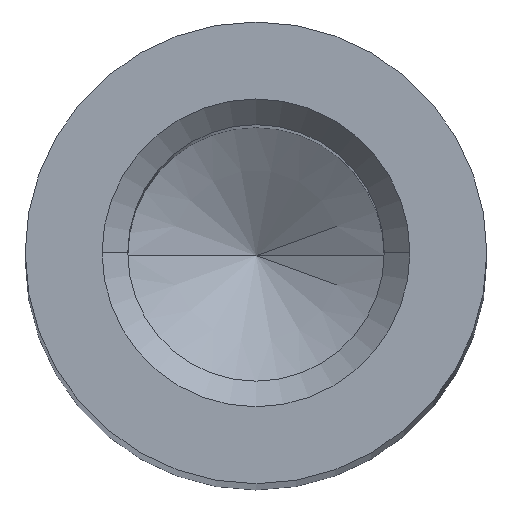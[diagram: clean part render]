
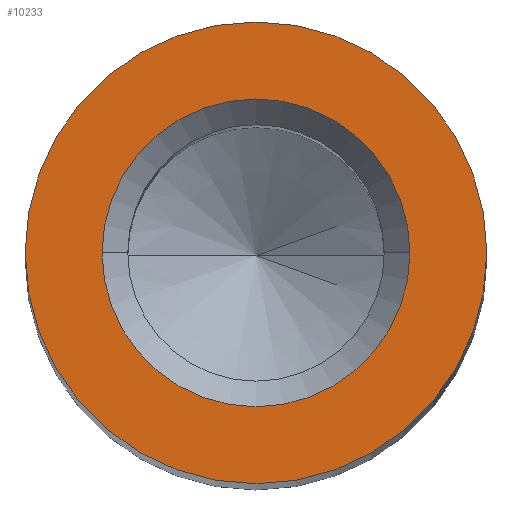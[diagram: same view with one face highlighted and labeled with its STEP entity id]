
A CAD part, top view. The second image highlights one B-rep face of the part: STEP entity #10233.
In plain terms, the highlighted planar face has unit normal (0, 0, 1).
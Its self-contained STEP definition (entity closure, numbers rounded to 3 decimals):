
#82 = DIRECTION ( 'NONE',  ( 1., 0., 0. ) ) ;
#716 = EDGE_LOOP ( 'NONE', ( #13191, #13559 ) ) ;
#737 = CARTESIAN_POINT ( 'NONE',  ( 0., 0., 35. ) ) ;
#885 = CARTESIAN_POINT ( 'NONE',  ( -4.5, 0., 35. ) ) ;
#905 = VERTEX_POINT ( 'NONE', #885 ) ;
#1119 = DIRECTION ( 'NONE',  ( 0., 0., 1. ) ) ;
#1682 = VERTEX_POINT ( 'NONE', #13338 ) ;
#1829 = DIRECTION ( 'NONE',  ( 0., 0., 1. ) ) ;
#1877 = DIRECTION ( 'NONE',  ( 1., 0., 0. ) ) ;
#1911 = VERTEX_POINT ( 'NONE', #13662 ) ;
#2080 = ORIENTED_EDGE ( 'NONE', *, *, #5078, .T. ) ;
#2134 = VERTEX_POINT ( 'NONE', #2139 ) ;
#2139 = CARTESIAN_POINT ( 'NONE',  ( -3., 0., 35. ) ) ;
#2474 = CARTESIAN_POINT ( 'NONE',  ( 0., 0., 35. ) ) ;
#3427 = EDGE_CURVE ( 'NONE', #1682, #905, #12522, .T. ) ;
#3480 = ORIENTED_EDGE ( 'NONE', *, *, #14084, .T. ) ;
#3956 = CIRCLE ( 'NONE', #7230, 3. ) ;
#4915 = FACE_BOUND ( 'NONE', #8858, .T. ) ;
#5078 = EDGE_CURVE ( 'NONE', #2134, #1911, #3956, .T. ) ;
#5217 = AXIS2_PLACEMENT_3D ( 'NONE', #2474, #8043, #10144 ) ;
#5334 = AXIS2_PLACEMENT_3D ( 'NONE', #7308, #6252, #12763 ) ;
#5596 = FACE_OUTER_BOUND ( 'NONE', #716, .T. ) ;
#6252 = DIRECTION ( 'NONE',  ( 0., 0., 1. ) ) ;
#6592 = DIRECTION ( 'NONE',  ( 0., 0., -1. ) ) ;
#6657 = CARTESIAN_POINT ( 'NONE',  ( 0., 0., 35. ) ) ;
#7230 = AXIS2_PLACEMENT_3D ( 'NONE', #13169, #6592, #11002 ) ;
#7308 = CARTESIAN_POINT ( 'NONE',  ( 0., 0., 35. ) ) ;
#7316 = AXIS2_PLACEMENT_3D ( 'NONE', #737, #1829, #1877 ) ;
#7376 = CIRCLE ( 'NONE', #5334, 4.5 ) ;
#8043 = DIRECTION ( 'NONE',  ( 0., 0., -1. ) ) ;
#8858 = EDGE_LOOP ( 'NONE', ( #3480, #2080 ) ) ;
#9000 = EDGE_CURVE ( 'NONE', #905, #1682, #7376, .T. ) ;
#10067 = AXIS2_PLACEMENT_3D ( 'NONE', #6657, #1119, #82 ) ;
#10144 = DIRECTION ( 'NONE',  ( 1., 0., 0. ) ) ;
#10233 = ADVANCED_FACE ( 'NONE', ( #4915, #5596 ), #13235, .T. ) ;
#10720 = CIRCLE ( 'NONE', #5217, 3. ) ;
#11002 = DIRECTION ( 'NONE',  ( 1., 0., 0. ) ) ;
#12522 = CIRCLE ( 'NONE', #7316, 4.5 ) ;
#12763 = DIRECTION ( 'NONE',  ( 1., 0., 0. ) ) ;
#13169 = CARTESIAN_POINT ( 'NONE',  ( 0., 0., 35. ) ) ;
#13191 = ORIENTED_EDGE ( 'NONE', *, *, #9000, .T. ) ;
#13235 = PLANE ( 'NONE',  #10067 ) ;
#13338 = CARTESIAN_POINT ( 'NONE',  ( 4.5, 0., 35. ) ) ;
#13559 = ORIENTED_EDGE ( 'NONE', *, *, #3427, .T. ) ;
#13662 = CARTESIAN_POINT ( 'NONE',  ( 3., 0., 35. ) ) ;
#14084 = EDGE_CURVE ( 'NONE', #1911, #2134, #10720, .T. ) ;
